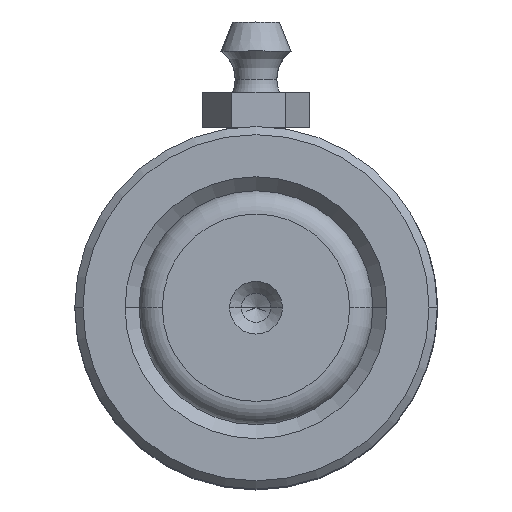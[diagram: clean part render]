
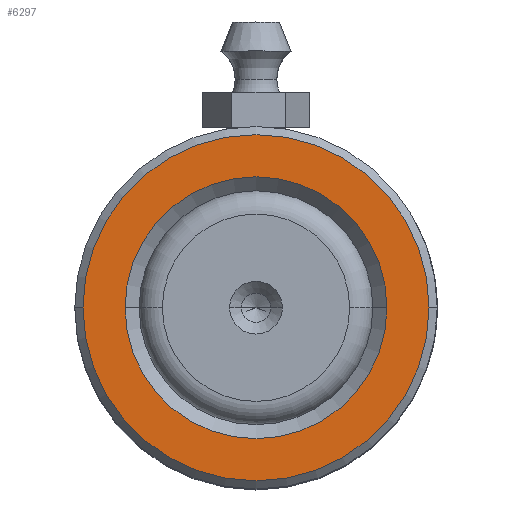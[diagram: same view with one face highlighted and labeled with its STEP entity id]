
A CAD part, top view. The second image highlights one B-rep face of the part: STEP entity #6297.
In plain terms, the highlighted planar face has unit normal (0, 0, 1).
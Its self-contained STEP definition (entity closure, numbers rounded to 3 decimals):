
#42 = AXIS2_PLACEMENT_3D ( 'NONE', #8007, #4130, #267 ) ;
#267 = DIRECTION ( 'NONE',  ( 1., 0., 0. ) ) ;
#852 = FACE_OUTER_BOUND ( 'NONE', #6674, .T. ) ;
#949 = CIRCLE ( 'NONE', #42, 11.2 ) ;
#1055 = CARTESIAN_POINT ( 'NONE',  ( -14.8, 0., 50. ) ) ;
#1346 = CIRCLE ( 'NONE', #3617, 11.2 ) ;
#1609 = DIRECTION ( 'NONE',  ( 1., 0., 0. ) ) ;
#1727 = PLANE ( 'NONE',  #2795 ) ;
#1778 = CARTESIAN_POINT ( 'NONE',  ( 0., 0., 50. ) ) ;
#1921 = VERTEX_POINT ( 'NONE', #2530 ) ;
#2230 = DIRECTION ( 'NONE',  ( 0., 0., -1. ) ) ;
#2404 = ORIENTED_EDGE ( 'NONE', *, *, #4826, .T. ) ;
#2530 = CARTESIAN_POINT ( 'NONE',  ( 11.2, 0., 50. ) ) ;
#2668 = AXIS2_PLACEMENT_3D ( 'NONE', #7342, #7932, #7996 ) ;
#2795 = AXIS2_PLACEMENT_3D ( 'NONE', #6251, #7635, #5070 ) ;
#2953 = ORIENTED_EDGE ( 'NONE', *, *, #5738, .T. ) ;
#3276 = EDGE_CURVE ( 'NONE', #7039, #7153, #7120, .T. ) ;
#3617 = AXIS2_PLACEMENT_3D ( 'NONE', #7378, #2230, #1609 ) ;
#4130 = DIRECTION ( 'NONE',  ( 0., 0., -1. ) ) ;
#4419 = EDGE_CURVE ( 'NONE', #1921, #6354, #1346, .T. ) ;
#4476 = CIRCLE ( 'NONE', #6573, 14.8 ) ;
#4826 = EDGE_CURVE ( 'NONE', #6354, #1921, #949, .T. ) ;
#5070 = DIRECTION ( 'NONE',  ( 1., 0., 0. ) ) ;
#5673 = ORIENTED_EDGE ( 'NONE', *, *, #4419, .T. ) ;
#5738 = EDGE_CURVE ( 'NONE', #7153, #7039, #4476, .T. ) ;
#5772 = CARTESIAN_POINT ( 'NONE',  ( 14.8, 0., 50. ) ) ;
#5998 = FACE_BOUND ( 'NONE', #7035, .T. ) ;
#6054 = ORIENTED_EDGE ( 'NONE', *, *, #3276, .T. ) ;
#6251 = CARTESIAN_POINT ( 'NONE',  ( 0., 0., 50. ) ) ;
#6297 = ADVANCED_FACE ( 'NONE', ( #852, #5998 ), #1727, .T. ) ;
#6300 = DIRECTION ( 'NONE',  ( 1., 0., 0. ) ) ;
#6354 = VERTEX_POINT ( 'NONE', #8276 ) ;
#6573 = AXIS2_PLACEMENT_3D ( 'NONE', #1778, #7494, #6300 ) ;
#6674 = EDGE_LOOP ( 'NONE', ( #6054, #2953 ) ) ;
#7035 = EDGE_LOOP ( 'NONE', ( #5673, #2404 ) ) ;
#7039 = VERTEX_POINT ( 'NONE', #1055 ) ;
#7120 = CIRCLE ( 'NONE', #2668, 14.8 ) ;
#7153 = VERTEX_POINT ( 'NONE', #5772 ) ;
#7342 = CARTESIAN_POINT ( 'NONE',  ( 0., 0., 50. ) ) ;
#7378 = CARTESIAN_POINT ( 'NONE',  ( 0., 0., 50. ) ) ;
#7494 = DIRECTION ( 'NONE',  ( 0., 0., 1. ) ) ;
#7635 = DIRECTION ( 'NONE',  ( 0., 0., 1. ) ) ;
#7932 = DIRECTION ( 'NONE',  ( 0., 0., 1. ) ) ;
#7996 = DIRECTION ( 'NONE',  ( 1., 0., 0. ) ) ;
#8007 = CARTESIAN_POINT ( 'NONE',  ( 0., 0., 50. ) ) ;
#8276 = CARTESIAN_POINT ( 'NONE',  ( -11.2, 0., 50. ) ) ;
